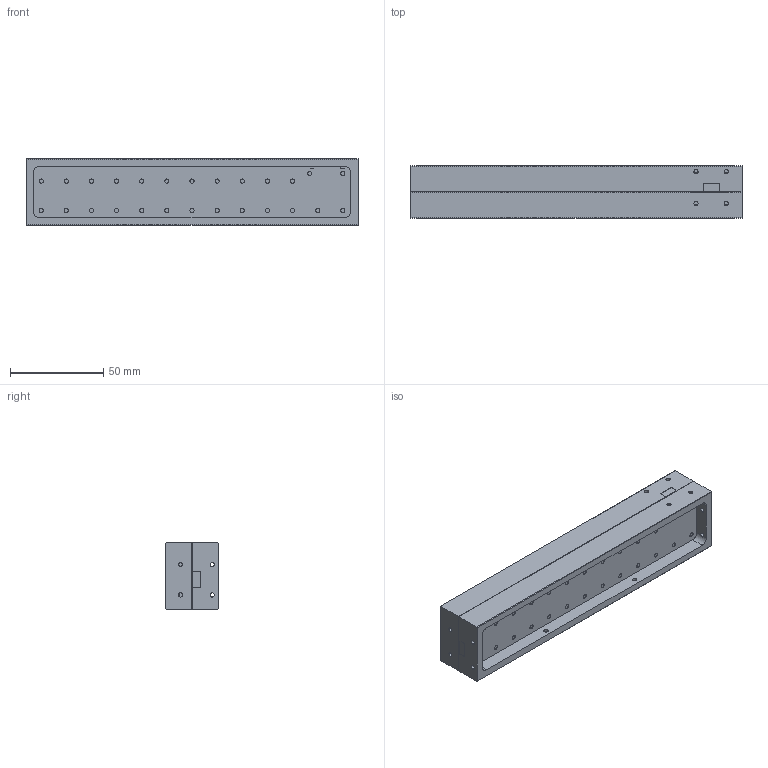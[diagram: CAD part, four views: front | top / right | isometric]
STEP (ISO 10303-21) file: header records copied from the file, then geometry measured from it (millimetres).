
FILE_DESCRIPTION (( 'STEP AP214' ), '1' );
FILE_NAME ('WD-SB-3, DF.STEP', '2025-09-08T19:39:38', ( '' ), ( '' ), 'SwSTEP 2.0', 'SolidWorks 2021', '' );
FILE_SCHEMA (( 'AUTOMOTIVE_DESIGN' ));
Length unit declared in the file: inch
Products named in the file (1): WD-SB-3, DF
Bounding box: 177.8 x 27.94 x 35.56 mm (x, y, z)
Volume: 110338.7 mm3; surface area: 58360.8 mm2
Topology: 29 solids, 29 shells, 964 faces, 2008 edges, 1200 vertices
Faces by surface type: plane 428, cone 288, cylinder 248
Entity records: 38557 total; most frequent: CARTESIAN_POINT 5369, DIRECTION 4544, ORIENTED_EDGE 4016, EDGE_CURVE 2008, AXIS2_PLACEMENT_3D 1763, VERTEX_POINT 1200, EDGE_LOOP 1094, VECTOR 1018
